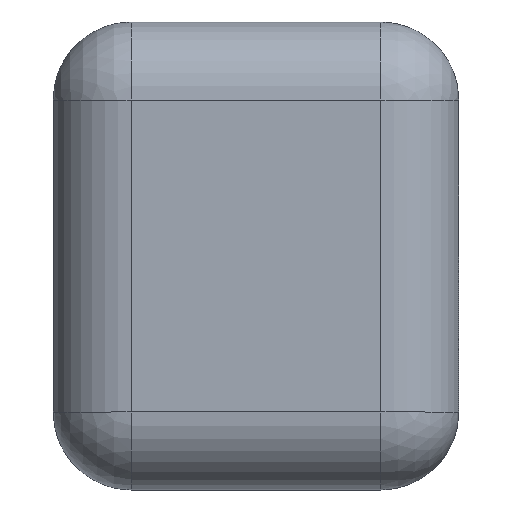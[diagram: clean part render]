
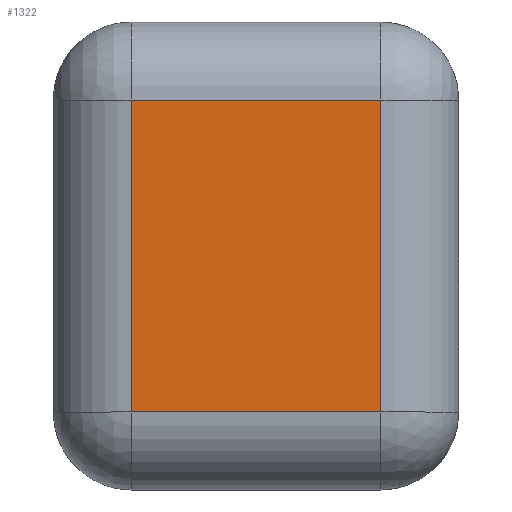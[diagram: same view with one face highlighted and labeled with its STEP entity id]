
A CAD part, left-side view. The second image highlights one B-rep face of the part: STEP entity #1322.
In plain terms, the highlighted planar face has unit normal (-1, 0, 0).
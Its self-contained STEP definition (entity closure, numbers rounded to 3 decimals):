
#473 = LINE ( 'NONE', #520, #519 ) ;
#518 = DIRECTION ( 'NONE',  ( 0., 0., 1. ) ) ;
#519 = VECTOR ( 'NONE', #518, 1000. ) ;
#520 = CARTESIAN_POINT ( 'NONE',  ( -0.3, 0.05, 0.15 ) ) ;
#550 = CARTESIAN_POINT ( 'NONE',  ( -0.3, 0.21, 0.1 ) ) ;
#551 = CARTESIAN_POINT ( 'NONE',  ( -0.3, 0.05, 0.1 ) ) ;
#552 = DIRECTION ( 'NONE',  ( 0., 1., 0. ) ) ;
#553 = VECTOR ( 'NONE', #552, 1000. ) ;
#554 = CARTESIAN_POINT ( 'NONE',  ( -0.3, 0.26, 0.1 ) ) ;
#555 = LINE ( 'NONE', #554, #553 ) ;
#556 = DIRECTION ( 'NONE',  ( 0., 0., -1. ) ) ;
#557 = DIRECTION ( 'NONE',  ( 1., 0., 0. ) ) ;
#558 = CARTESIAN_POINT ( 'NONE',  ( -0.3, 0.26, 0.15 ) ) ;
#559 = AXIS2_PLACEMENT_3D ( 'NONE', #558, #557, #556 ) ;
#560 = PLANE ( 'NONE',  #559 ) ;
#575 = FACE_OUTER_BOUND ( 'NONE', #1323, .T. ) ;
#600 = CARTESIAN_POINT ( 'NONE',  ( -0.3, 0.05, -0.1 ) ) ;
#601 = DIRECTION ( 'NONE',  ( 0., -1., 0. ) ) ;
#602 = VECTOR ( 'NONE', #601, 1000. ) ;
#603 = CARTESIAN_POINT ( 'NONE',  ( -0.3, 0.26, -0.1 ) ) ;
#604 = LINE ( 'NONE', #603, #602 ) ;
#605 = CARTESIAN_POINT ( 'NONE',  ( -0.3, 0.21, -0.1 ) ) ;
#606 = DIRECTION ( 'NONE',  ( 0., 0., -1. ) ) ;
#607 = VECTOR ( 'NONE', #606, 1000. ) ;
#608 = CARTESIAN_POINT ( 'NONE',  ( -0.3, 0.21, 0.15 ) ) ;
#609 = LINE ( 'NONE', #608, #607 ) ;
#1308 = EDGE_CURVE ( 'NONE', #1333, #1326, #473, .T. ) ;
#1322 = ADVANCED_FACE ( 'NONE', ( #575 ), #560, .F. ) ;
#1323 = EDGE_LOOP ( 'NONE', ( #1324, #1328, #1331, #1334 ) ) ;
#1324 = ORIENTED_EDGE ( 'NONE', *, *, #1325, .T. ) ;
#1325 = EDGE_CURVE ( 'NONE', #1326, #1327, #555, .T. ) ;
#1326 = VERTEX_POINT ( 'NONE', #551 ) ;
#1327 = VERTEX_POINT ( 'NONE', #550 ) ;
#1328 = ORIENTED_EDGE ( 'NONE', *, *, #1329, .T. ) ;
#1329 = EDGE_CURVE ( 'NONE', #1327, #1330, #609, .T. ) ;
#1330 = VERTEX_POINT ( 'NONE', #605 ) ;
#1331 = ORIENTED_EDGE ( 'NONE', *, *, #1332, .T. ) ;
#1332 = EDGE_CURVE ( 'NONE', #1330, #1333, #604, .T. ) ;
#1333 = VERTEX_POINT ( 'NONE', #600 ) ;
#1334 = ORIENTED_EDGE ( 'NONE', *, *, #1308, .T. ) ;
